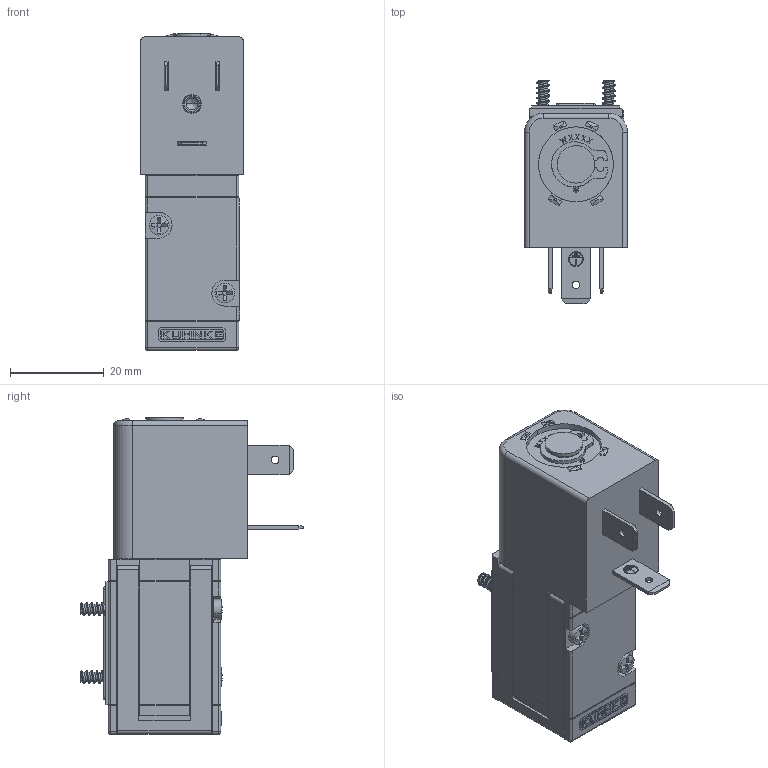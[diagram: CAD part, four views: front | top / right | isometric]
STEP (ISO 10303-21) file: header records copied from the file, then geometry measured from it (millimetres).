
FILE_DESCRIPTION(('CATIA V5 STEP Exchange','CAx-IF Rec.Pracs.--- Model Styling and Organization---1.2---2011-12-15'),'2;1');
FILE_NAME('97.100.stp','2016-06-22T10:03:30+00:00',('none'),('none'),'CATIA Version 5-6 Release 2014 SP4 HF33','CATIA V5 STEP AP214','none');
FILE_SCHEMA(('AUTOMOTIVE_DESIGN { 1 0 10303 214 1 1 1 1 }'));
Products named in the file (1): Part25
Bounding box: 22.02 x 47.7 x 67.6 mm (x, y, z)
Volume: 33305.7 mm3; surface area: 16429.1 mm2
Topology: 1 solids, 4 shells, 2321 faces, 6309 edges, 4041 vertices
Faces by surface type: plane 1648, cylinder 466, torus 93, sphere 62, cone 34, bspline 18
Entity records: 78238 total; most frequent: CARTESIAN_POINT 22792, ORIENTED_EDGE 12490, DIRECTION 9568, EDGE_CURVE 6245, VECTOR 4940, LINE 4940, VERTEX_POINT 4041, AXIS2_PLACEMENT_3D 2780
